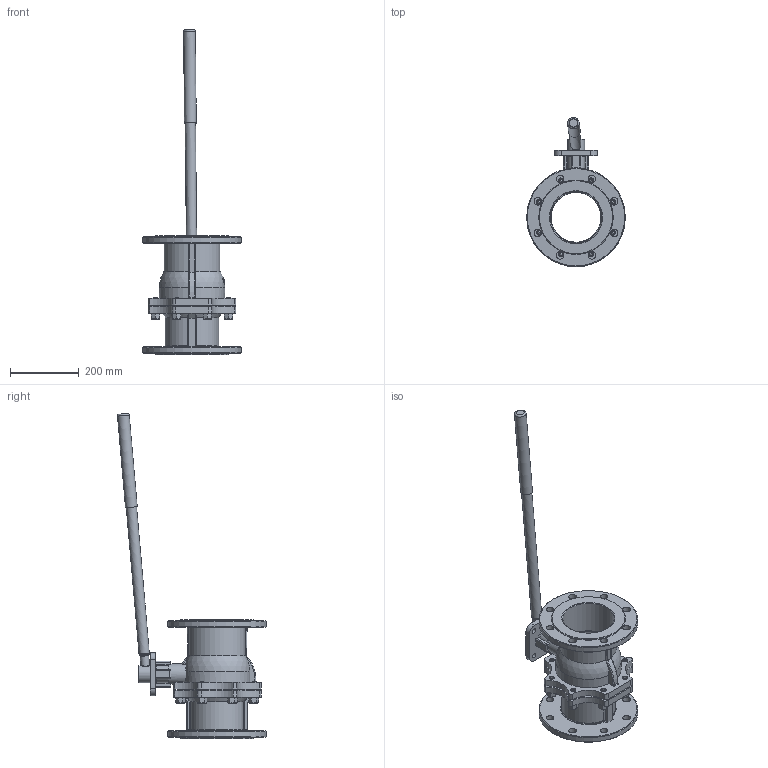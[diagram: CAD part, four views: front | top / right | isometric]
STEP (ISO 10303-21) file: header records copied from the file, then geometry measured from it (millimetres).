
FILE_DESCRIPTION(/* description */ (''),/* implementation_level */ '2;1');
FILE_NAME(/* name */ 'DN150_3D_STEP.stp',/* time_stamp */ '2023-12-14T15:03:04+03:00',/* author */ ('igorr'),/* organization */ (''),/* preprocessor_version */ 'ST-DEVELOPER v19.2',/* originating_system */ 'Autodesk Inventor 2023',/* authorisation */ '');
FILE_SCHEMA (('AUTOMOTIVE_DESIGN { 1 0 10303 214 3 1 1 }'));
Length unit declared in the file: millimetre
Products named in the file (9): Сборка; Деталь1; Деталь2; Деталь3; Деталь4; Деталь5; Деталь6; AS 1421 - M16 x 60 засверленный 
конец; ANSI B18.2.4.2M - M16x2
Assembly tree (23 placements, depth 2):
  Сборка
    Деталь1
    Деталь2
    Деталь3
    Деталь4  x2
    Деталь5
    Деталь6
    AS 1421 - M16 x 60 засверленный 
конец  x8
    ANSI B18.2.4.2M - M16x2  x8
Bounding box: 286.5 x 432.53 x 943.54 mm (x, y, z)
Volume: 5576503 mm3; surface area: 1005953.9 mm2
Topology: 23 solids, 23 shells, 686 faces, 1646 edges, 1017 vertices
Faces by surface type: plane 303, cone 157, cylinder 154, bspline 28, sphere 23, torus 21
Full cylindrical faces by diameter (mm): 13.835 x8, 14 x4, 15 x16, 16 x8, 22 x16, 25 x1, 30 x1, 34.147 x1, 50 x2, 60 x2, 145 x5, 146.57 x1, 150 x1, 155 x4, 160 x2, 170 x1, 200 x2, 212 x2, 286.5 x2
Entity records: 14320 total; most frequent: CARTESIAN_POINT 3681, DIRECTION 2137, ORIENTED_EDGE 2024, EDGE_CURVE 1012, AXIS2_PLACEMENT_3D 870, VERTEX_POINT 654, EDGE_LOOP 506, CIRCLE 442
